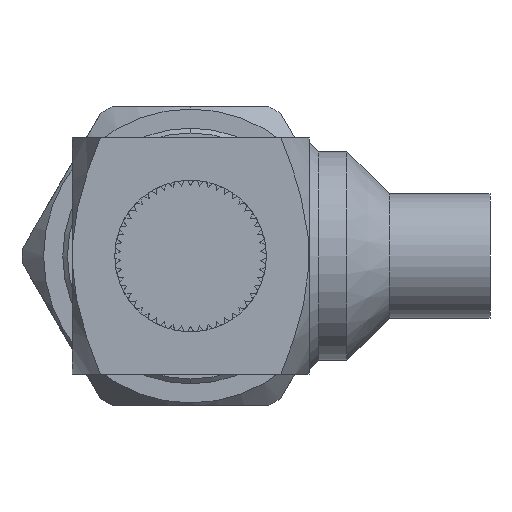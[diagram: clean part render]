
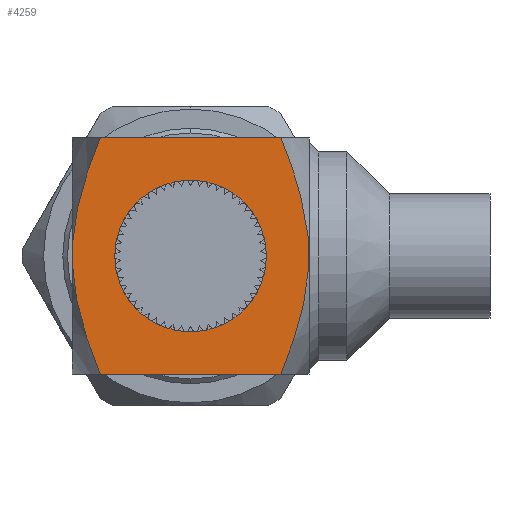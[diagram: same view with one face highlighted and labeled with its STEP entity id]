
A CAD part, front view. The second image highlights one B-rep face of the part: STEP entity #4259.
In plain terms, the highlighted planar face has unit normal (0, -1, 0).
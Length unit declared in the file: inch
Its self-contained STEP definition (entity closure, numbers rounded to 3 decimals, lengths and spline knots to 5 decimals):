
#594 = CARTESIAN_POINT ( 'NONE',  ( -0.0951, -0.61024, 0.125 ) ) ;
#675 = CIRCLE ( 'NONE', #2882, 0.08 ) ;
#755 = CARTESIAN_POINT ( 'NONE',  ( -0.12494, -0.61024, 0.02215 ) ) ;
#1132 = VERTEX_POINT ( 'NONE', #10255 ) ;
#1352 = EDGE_CURVE ( 'NONE', #6620, #10760, #6448, .T. ) ;
#1561 = DIRECTION ( 'NONE',  ( 0., -1., 0. ) ) ;
#1598 = CARTESIAN_POINT ( 'NONE',  ( -0.12116, -0.61024, -0.04261 ) ) ;
#1632 = CARTESIAN_POINT ( 'NONE',  ( 0.0951, -0.61024, -0.125 ) ) ;
#1681 = ORIENTED_EDGE ( 'NONE', *, *, #1352, .T. ) ;
#1906 = ORIENTED_EDGE ( 'NONE', *, *, #10114, .F. ) ;
#2301 = EDGE_LOOP ( 'NONE', ( #9067, #7212, #1681, #4149 ) ) ;
#2350 = DIRECTION ( 'NONE',  ( 0., -1., 0. ) ) ;
#2451 = CARTESIAN_POINT ( 'NONE',  ( 0.11073, -0.61024, -0.08447 ) ) ;
#2593 = EDGE_CURVE ( 'NONE', #10760, #9738, #10500, .T. ) ;
#2720 = FACE_BOUND ( 'NONE', #6422, .T. ) ;
#2882 = AXIS2_PLACEMENT_3D ( 'NONE', #10635, #8782, #3076 ) ;
#2978 = EDGE_CURVE ( 'NONE', #8043, #6620, #3699, .T. ) ;
#3076 = DIRECTION ( 'NONE',  ( 0., 0., -1. ) ) ;
#3110 = CARTESIAN_POINT ( 'NONE',  ( 0.0951, -0.61024, 0.125 ) ) ;
#3208 = CARTESIAN_POINT ( 'NONE',  ( 0.10329, -0.61024, -0.10496 ) ) ;
#3270 = CARTESIAN_POINT ( 'NONE',  ( -0.12502, -0.61024, -0.01024 ) ) ;
#3699 = B_SPLINE_CURVE_WITH_KNOTS ( 'NONE', 3,
 ( #10617, #3943, #4086, #9245, #755, #3270, #8366, #1598, #4052, #4923, #5753, #6569 ),
 .UNSPECIFIED., .F., .F.,
 ( 4, 2, 2, 2, 2, 4 ),
 ( 0.00825, 0.00988, 0.01152, 0.01233, 0.01315, 0.01478 ),
 .UNSPECIFIED. ) ;
#3943 = CARTESIAN_POINT ( 'NONE',  ( -0.10323, -0.61024, 0.1051 ) ) ;
#3948 = AXIS2_PLACEMENT_3D ( 'NONE', #7463, #1561, #10084 ) ;
#4052 = CARTESIAN_POINT ( 'NONE',  ( -0.11893, -0.61024, -0.05315 ) ) ;
#4086 = CARTESIAN_POINT ( 'NONE',  ( -0.11065, -0.61024, 0.08467 ) ) ;
#4118 = CARTESIAN_POINT ( 'NONE',  ( 0.0951, -0.61024, -0.125 ) ) ;
#4149 = ORIENTED_EDGE ( 'NONE', *, *, #2593, .T. ) ;
#4161 = CARTESIAN_POINT ( 'NONE',  ( 0.10323, -0.61024, 0.1051 ) ) ;
#4259 = ADVANCED_FACE ( 'NONE', ( #2720, #7488 ), #8275, .T. ) ;
#4328 = DIRECTION ( 'NONE',  ( 1., 0., 0. ) ) ;
#4710 = CARTESIAN_POINT ( 'NONE',  ( 0.15506, -0.61024, 0. ) ) ;
#4857 = CARTESIAN_POINT ( 'NONE',  ( 0., -0.61024, -0.08 ) ) ;
#4923 = CARTESIAN_POINT ( 'NONE',  ( -0.11073, -0.61024, -0.08447 ) ) ;
#4926 = CARTESIAN_POINT ( 'NONE',  ( 0.12494, -0.61024, 0.02215 ) ) ;
#5575 = VECTOR ( 'NONE', #6293, 39.37008 ) ;
#5639 = EDGE_CURVE ( 'NONE', #9738, #8043, #5845, .T. ) ;
#5683 = CARTESIAN_POINT ( 'NONE',  ( 0.11065, -0.61024, 0.08467 ) ) ;
#5748 = CARTESIAN_POINT ( 'NONE',  ( -0.125, -0.61024, -0.125 ) ) ;
#5753 = CARTESIAN_POINT ( 'NONE',  ( -0.10329, -0.61024, -0.10496 ) ) ;
#5845 = LINE ( 'NONE', #8948, #5575 ) ;
#6293 = DIRECTION ( 'NONE',  ( -1., 0., 0. ) ) ;
#6422 = EDGE_LOOP ( 'NONE', ( #1906, #6557 ) ) ;
#6448 = LINE ( 'NONE', #5748, #9527 ) ;
#6557 = ORIENTED_EDGE ( 'NONE', *, *, #9551, .F. ) ;
#6569 = CARTESIAN_POINT ( 'NONE',  ( -0.0951, -0.61024, -0.125 ) ) ;
#6571 = CARTESIAN_POINT ( 'NONE',  ( 0.0951, -0.61024, 0.125 ) ) ;
#6617 = CARTESIAN_POINT ( 'NONE',  ( 0.12156, -0.61024, 0.0432 ) ) ;
#6620 = VERTEX_POINT ( 'NONE', #9588 ) ;
#6963 = AXIS2_PLACEMENT_3D ( 'NONE', #4710, #2350, #8156 ) ;
#7212 = ORIENTED_EDGE ( 'NONE', *, *, #2978, .T. ) ;
#7463 = CARTESIAN_POINT ( 'NONE',  ( 0., -0.61024, 0. ) ) ;
#7488 = FACE_OUTER_BOUND ( 'NONE', #2301, .T. ) ;
#8043 = VERTEX_POINT ( 'NONE', #594 ) ;
#8156 = DIRECTION ( 'NONE',  ( 0., 0., -1. ) ) ;
#8221 = CARTESIAN_POINT ( 'NONE',  ( 0.11893, -0.61024, -0.05315 ) ) ;
#8275 = PLANE ( 'NONE',  #6963 ) ;
#8366 = CARTESIAN_POINT ( 'NONE',  ( -0.12421, -0.61024, -0.0212 ) ) ;
#8782 = DIRECTION ( 'NONE',  ( 0., -1., 0. ) ) ;
#8948 = CARTESIAN_POINT ( 'NONE',  ( -0.125, -0.61024, 0.125 ) ) ;
#9067 = ORIENTED_EDGE ( 'NONE', *, *, #5639, .T. ) ;
#9089 = CARTESIAN_POINT ( 'NONE',  ( 0.12116, -0.61024, -0.04261 ) ) ;
#9245 = CARTESIAN_POINT ( 'NONE',  ( -0.12156, -0.61024, 0.0432 ) ) ;
#9247 = CARTESIAN_POINT ( 'NONE',  ( 0.12502, -0.61024, -0.01024 ) ) ;
#9527 = VECTOR ( 'NONE', #4328, 39.37008 ) ;
#9551 = EDGE_CURVE ( 'NONE', #1132, #9694, #675, .T. ) ;
#9588 = CARTESIAN_POINT ( 'NONE',  ( -0.0951, -0.61024, -0.125 ) ) ;
#9694 = VERTEX_POINT ( 'NONE', #4857 ) ;
#9738 = VERTEX_POINT ( 'NONE', #3110 ) ;
#10006 = CARTESIAN_POINT ( 'NONE',  ( 0.12421, -0.61024, -0.0212 ) ) ;
#10067 = CIRCLE ( 'NONE', #3948, 0.08 ) ;
#10084 = DIRECTION ( 'NONE',  ( 0., 0., -1. ) ) ;
#10114 = EDGE_CURVE ( 'NONE', #9694, #1132, #10067, .T. ) ;
#10255 = CARTESIAN_POINT ( 'NONE',  ( 0., -0.61024, 0.08 ) ) ;
#10500 = B_SPLINE_CURVE_WITH_KNOTS ( 'NONE', 3,
 ( #1632, #3208, #2451, #8221, #9089, #10006, #9247, #4926, #6617, #5683, #4161, #6571 ),
 .UNSPECIFIED., .F., .F.,
 ( 4, 2, 2, 2, 2, 4 ),
 ( 0.00352, 0.00517, 0.00599, 0.00681, 0.00846, 0.01011 ),
 .UNSPECIFIED. ) ;
#10617 = CARTESIAN_POINT ( 'NONE',  ( -0.0951, -0.61024, 0.125 ) ) ;
#10635 = CARTESIAN_POINT ( 'NONE',  ( 0., -0.61024, 0. ) ) ;
#10760 = VERTEX_POINT ( 'NONE', #4118 ) ;
